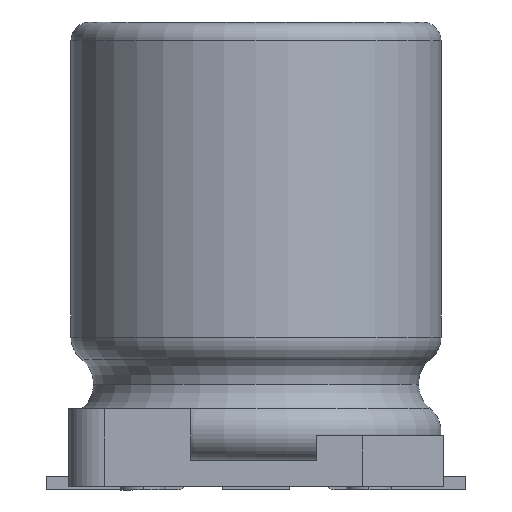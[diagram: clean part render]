
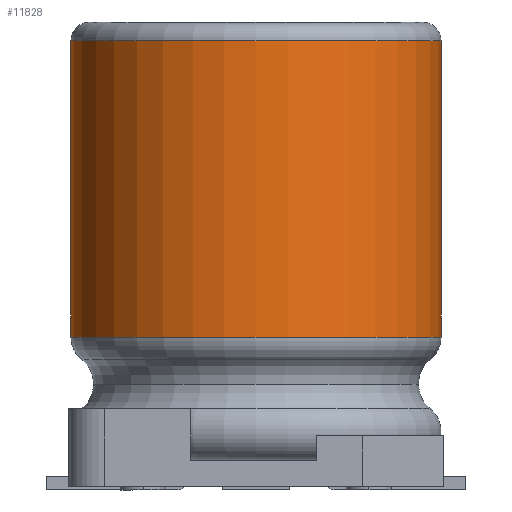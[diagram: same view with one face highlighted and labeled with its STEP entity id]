
A CAD part, front view. The second image highlights one B-rep face of the part: STEP entity #11828.
In plain terms, the highlighted cylindrical face has radius 4.1 mm (diameter 8.2 mm), a partial arc.
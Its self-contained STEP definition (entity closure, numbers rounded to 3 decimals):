
#160 = CARTESIAN_POINT ( 'NONE',  ( 0., 0., -4.1 ) ) ;
#183 = CARTESIAN_POINT ( 'NONE',  ( 6.971, 0., 0. ) ) ;
#191 = CARTESIAN_POINT ( 'NONE',  ( 0.4, 0., 0. ) ) ;
#988 = VECTOR ( 'NONE', #8021, 1000. ) ;
#1627 = LINE ( 'NONE', #160, #8382 ) ;
#1772 = VERTEX_POINT ( 'NONE', #13805 ) ;
#2605 = ORIENTED_EDGE ( 'NONE', *, *, #5694, .T. ) ;
#3754 = DIRECTION ( 'NONE',  ( 0., 0., -1. ) ) ;
#3902 = AXIS2_PLACEMENT_3D ( 'NONE', #191, #10722, #3754 ) ;
#3943 = EDGE_CURVE ( 'NONE', #5083, #8465, #1627, .T. ) ;
#4410 = CYLINDRICAL_SURFACE ( 'NONE', #8649, 4.1 ) ;
#4609 = VERTEX_POINT ( 'NONE', #5196 ) ;
#4683 = CIRCLE ( 'NONE', #9845, 4.1 ) ;
#5083 = VERTEX_POINT ( 'NONE', #9554 ) ;
#5134 = EDGE_CURVE ( 'NONE', #1772, #8465, #8694, .T. ) ;
#5161 = FACE_OUTER_BOUND ( 'NONE', #5239, .T. ) ;
#5196 = CARTESIAN_POINT ( 'NONE',  ( 6.971, 0., 4.1 ) ) ;
#5239 = EDGE_LOOP ( 'NONE', ( #5316, #2605, #14746, #11399 ) ) ;
#5316 = ORIENTED_EDGE ( 'NONE', *, *, #3943, .F. ) ;
#5694 = EDGE_CURVE ( 'NONE', #5083, #4609, #4683, .T. ) ;
#6801 = CARTESIAN_POINT ( 'NONE',  ( 0., 0., 4.1 ) ) ;
#6815 = LINE ( 'NONE', #6801, #988 ) ;
#8002 = DIRECTION ( 'NONE',  ( -1., 0., 0. ) ) ;
#8021 = DIRECTION ( 'NONE',  ( -1., 0., 0. ) ) ;
#8111 = DIRECTION ( 'NONE',  ( 0., 0., 1. ) ) ;
#8382 = VECTOR ( 'NONE', #14267, 1000. ) ;
#8465 = VERTEX_POINT ( 'NONE', #14273 ) ;
#8649 = AXIS2_PLACEMENT_3D ( 'NONE', #15096, #8002, #8111 ) ;
#8694 = CIRCLE ( 'NONE', #3902, 4.1 ) ;
#9554 = CARTESIAN_POINT ( 'NONE',  ( 6.971, 0., -4.1 ) ) ;
#9729 = EDGE_CURVE ( 'NONE', #4609, #1772, #6815, .T. ) ;
#9845 = AXIS2_PLACEMENT_3D ( 'NONE', #183, #13001, #11882 ) ;
#10722 = DIRECTION ( 'NONE',  ( 1., 0., 0. ) ) ;
#11399 = ORIENTED_EDGE ( 'NONE', *, *, #5134, .T. ) ;
#11828 = ADVANCED_FACE ( 'NONE', ( #5161 ), #4410, .T. ) ;
#11882 = DIRECTION ( 'NONE',  ( 0., 0., 1. ) ) ;
#13001 = DIRECTION ( 'NONE',  ( -1., 0., 0. ) ) ;
#13805 = CARTESIAN_POINT ( 'NONE',  ( 0.4, 0., 4.1 ) ) ;
#14267 = DIRECTION ( 'NONE',  ( -1., 0., 0. ) ) ;
#14273 = CARTESIAN_POINT ( 'NONE',  ( 0.4, 0., -4.1 ) ) ;
#14746 = ORIENTED_EDGE ( 'NONE', *, *, #9729, .T. ) ;
#15096 = CARTESIAN_POINT ( 'NONE',  ( 0., 0., 0. ) ) ;
